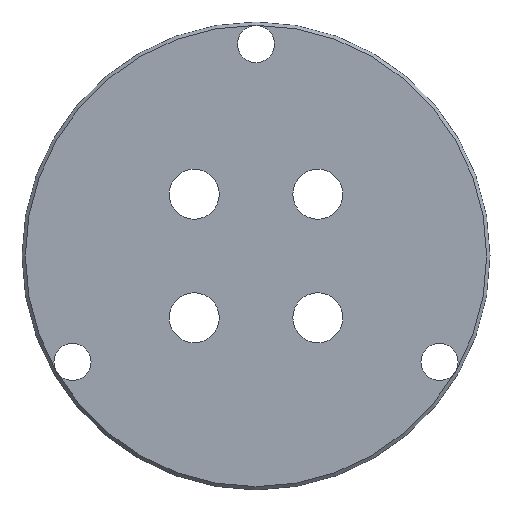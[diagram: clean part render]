
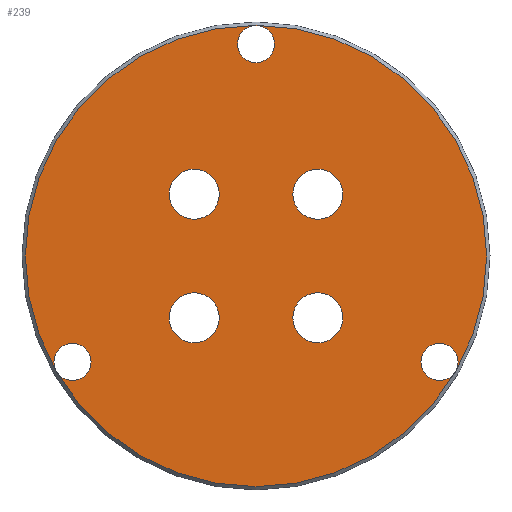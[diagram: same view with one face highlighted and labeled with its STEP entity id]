
A CAD part, front view. The second image highlights one B-rep face of the part: STEP entity #239.
In plain terms, the highlighted planar face has unit normal (0, -1, 0).
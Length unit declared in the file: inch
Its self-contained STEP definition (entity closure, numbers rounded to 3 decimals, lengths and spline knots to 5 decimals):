
#23=FACE_BOUND('',#62,.T.);
#24=FACE_BOUND('',#63,.T.);
#25=FACE_BOUND('',#64,.T.);
#26=FACE_BOUND('',#65,.T.);
#27=FACE_BOUND('',#66,.T.);
#28=FACE_BOUND('',#67,.T.);
#29=FACE_BOUND('',#68,.T.);
#37=PLANE('',#283);
#49=FACE_OUTER_BOUND('',#61,.T.);
#61=EDGE_LOOP('',(#186));
#62=EDGE_LOOP('',(#187));
#63=EDGE_LOOP('',(#188));
#64=EDGE_LOOP('',(#189));
#65=EDGE_LOOP('',(#190));
#66=EDGE_LOOP('',(#191));
#67=EDGE_LOOP('',(#192));
#68=EDGE_LOOP('',(#193));
#107=CIRCLE('',#279,1.02831);
#110=CIRCLE('',#284,0.08268);
#111=CIRCLE('',#285,0.08268);
#112=CIRCLE('',#286,0.08268);
#113=CIRCLE('',#287,0.1115);
#114=CIRCLE('',#288,0.1115);
#115=CIRCLE('',#289,0.1115);
#116=CIRCLE('',#290,0.1115);
#127=VERTEX_POINT('',#402);
#130=VERTEX_POINT('',#412);
#131=VERTEX_POINT('',#414);
#132=VERTEX_POINT('',#416);
#133=VERTEX_POINT('',#418);
#134=VERTEX_POINT('',#420);
#135=VERTEX_POINT('',#422);
#136=VERTEX_POINT('',#424);
#148=EDGE_CURVE('',#127,#127,#107,.T.);
#152=EDGE_CURVE('',#130,#130,#110,.T.);
#153=EDGE_CURVE('',#131,#131,#111,.T.);
#154=EDGE_CURVE('',#132,#132,#112,.T.);
#155=EDGE_CURVE('',#133,#133,#113,.F.);
#156=EDGE_CURVE('',#134,#134,#114,.F.);
#157=EDGE_CURVE('',#135,#135,#115,.F.);
#158=EDGE_CURVE('',#136,#136,#116,.F.);
#186=ORIENTED_EDGE('',*,*,#148,.F.);
#187=ORIENTED_EDGE('',*,*,#152,.F.);
#188=ORIENTED_EDGE('',*,*,#153,.F.);
#189=ORIENTED_EDGE('',*,*,#154,.F.);
#190=ORIENTED_EDGE('',*,*,#155,.T.);
#191=ORIENTED_EDGE('',*,*,#156,.T.);
#192=ORIENTED_EDGE('',*,*,#157,.T.);
#193=ORIENTED_EDGE('',*,*,#158,.T.);
#239=ADVANCED_FACE('',(#49,#23,#24,#25,#26,#27,#28,#29),#37,.F.);
#279=AXIS2_PLACEMENT_3D('',#404,#323,#324);
#283=AXIS2_PLACEMENT_3D('',#411,#332,#333);
#284=AXIS2_PLACEMENT_3D('',#413,#334,#335);
#285=AXIS2_PLACEMENT_3D('',#415,#336,#337);
#286=AXIS2_PLACEMENT_3D('',#417,#338,#339);
#287=AXIS2_PLACEMENT_3D('',#419,#340,#341);
#288=AXIS2_PLACEMENT_3D('',#421,#342,#343);
#289=AXIS2_PLACEMENT_3D('',#423,#344,#345);
#290=AXIS2_PLACEMENT_3D('',#425,#346,#347);
#323=DIRECTION('center_axis',(0.,1.,0.));
#324=DIRECTION('ref_axis',(-0.5,0.,0.866));
#332=DIRECTION('center_axis',(0.,1.,0.));
#333=DIRECTION('ref_axis',(0.5,0.,-0.866));
#334=DIRECTION('center_axis',(0.,-1.,0.));
#335=DIRECTION('ref_axis',(0.5,0.,0.866));
#336=DIRECTION('center_axis',(0.,-1.,0.));
#337=DIRECTION('ref_axis',(-1.,0.,0.));
#338=DIRECTION('center_axis',(0.,-1.,0.));
#339=DIRECTION('ref_axis',(0.5,0.,-0.866));
#340=DIRECTION('center_axis',(0.,-1.,0.));
#341=DIRECTION('ref_axis',(0.,0.,1.));
#342=DIRECTION('center_axis',(0.,-1.,0.));
#343=DIRECTION('ref_axis',(0.,0.,1.));
#344=DIRECTION('center_axis',(0.,-1.,0.));
#345=DIRECTION('ref_axis',(0.,0.,1.));
#346=DIRECTION('center_axis',(0.,-1.,0.));
#347=DIRECTION('ref_axis',(0.,0.,1.));
#402=CARTESIAN_POINT('',(14.68738,-38.66142,7.92533));
#404=CARTESIAN_POINT('Origin',(14.17323,-38.66142,8.81587));
#411=CARTESIAN_POINT('Origin',(14.17323,-38.66142,8.81587));
#412=CARTESIAN_POINT('',(14.95018,-38.66142,8.27183));
#413=CARTESIAN_POINT('Origin',(14.99152,-38.66142,8.34343));
#414=CARTESIAN_POINT('',(14.25591,-38.66142,9.76075));
#415=CARTESIAN_POINT('Origin',(14.17323,-38.66142,9.76075));
#416=CARTESIAN_POINT('',(13.3136,-38.66142,8.41503));
#417=CARTESIAN_POINT('Origin',(13.35494,-38.66142,8.34343));
#418=CARTESIAN_POINT('',(14.44888,-38.66142,8.42878));
#419=CARTESIAN_POINT('Origin',(14.44888,-38.66142,8.54028));
#420=CARTESIAN_POINT('',(13.8977,-38.66142,8.42878));
#421=CARTESIAN_POINT('Origin',(13.8977,-38.66142,8.54028));
#422=CARTESIAN_POINT('',(14.44888,-38.66142,8.97996));
#423=CARTESIAN_POINT('Origin',(14.44888,-38.66142,9.09146));
#424=CARTESIAN_POINT('',(13.8977,-38.66142,8.97996));
#425=CARTESIAN_POINT('Origin',(13.8977,-38.66142,9.09146));
